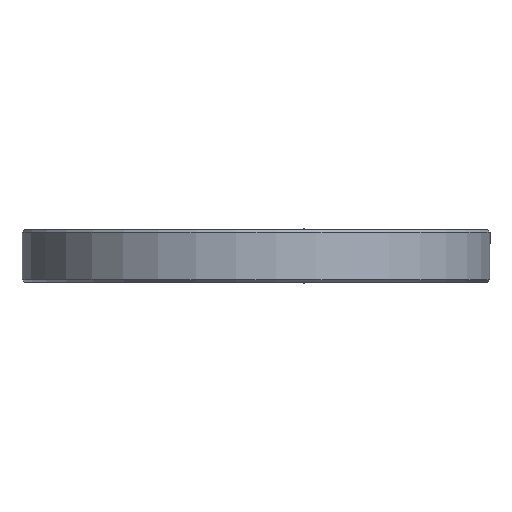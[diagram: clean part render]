
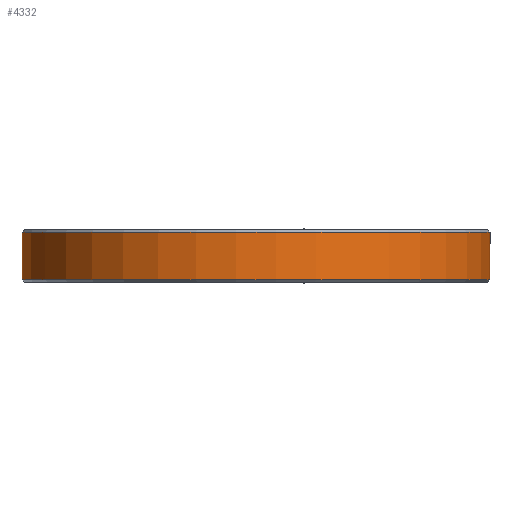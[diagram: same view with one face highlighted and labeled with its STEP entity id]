
A CAD part, front view. The second image highlights one B-rep face of the part: STEP entity #4332.
In plain terms, the highlighted cylindrical face has radius 24.35 mm (diameter 48.7 mm), a partial arc.
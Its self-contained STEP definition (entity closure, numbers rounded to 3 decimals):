
#50=CYLINDRICAL_SURFACE('',#4674,24.35);
#355=LINE('',#7049,#668);
#356=LINE('',#7053,#669);
#668=VECTOR('',#5425,10.);
#669=VECTOR('',#5430,10.);
#962=FACE_OUTER_BOUND('',#1253,.T.);
#1253=EDGE_LOOP('',(#3054,#3055,#3056,#3057));
#1530=CIRCLE('',#4658,24.35);
#1538=CIRCLE('',#4675,24.35);
#1891=VERTEX_POINT('',#6991);
#1893=VERTEX_POINT('',#6997);
#1905=VERTEX_POINT('',#7048);
#1906=VERTEX_POINT('',#7052);
#2300=EDGE_CURVE('',#1891,#1893,#1530,.T.);
#2322=EDGE_CURVE('',#1893,#1905,#355,.T.);
#2324=EDGE_CURVE('',#1906,#1891,#356,.T.);
#2325=EDGE_CURVE('',#1905,#1906,#1538,.T.);
#3054=ORIENTED_EDGE('',*,*,#2300,.F.);
#3055=ORIENTED_EDGE('',*,*,#2324,.F.);
#3056=ORIENTED_EDGE('',*,*,#2325,.F.);
#3057=ORIENTED_EDGE('',*,*,#2322,.F.);
#4332=ADVANCED_FACE('',(#962),#50,.T.);
#4658=AXIS2_PLACEMENT_3D('',#6998,#5381,#5382);
#4674=AXIS2_PLACEMENT_3D('',#7051,#5428,#5429);
#4675=AXIS2_PLACEMENT_3D('',#7054,#5431,#5432);
#5381=DIRECTION('center_axis',(0.,0.,-1.));
#5382=DIRECTION('ref_axis',(1.,0.,0.));
#5425=DIRECTION('',(0.,0.,1.));
#5428=DIRECTION('center_axis',(0.,0.,1.));
#5429=DIRECTION('ref_axis',(0.,-1.,0.));
#5430=DIRECTION('',(0.,0.,-1.));
#5431=DIRECTION('center_axis',(0.,0.,1.));
#5432=DIRECTION('ref_axis',(1.,0.,0.));
#6991=CARTESIAN_POINT('',(7.233,23.251,0.3));
#6997=CARTESIAN_POINT('',(-7.233,23.251,0.3));
#6998=CARTESIAN_POINT('Origin',(0.,0.,0.3));
#7048=CARTESIAN_POINT('',(-7.233,23.251,5.2));
#7049=CARTESIAN_POINT('',(-7.233,23.251,0.));
#7051=CARTESIAN_POINT('Origin',(0.,0.,0.));
#7052=CARTESIAN_POINT('',(7.233,23.251,5.2));
#7053=CARTESIAN_POINT('',(7.233,23.251,0.));
#7054=CARTESIAN_POINT('Origin',(0.,0.,5.2));
